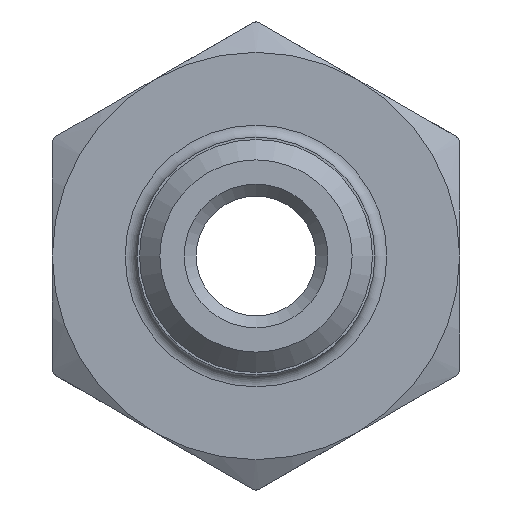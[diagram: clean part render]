
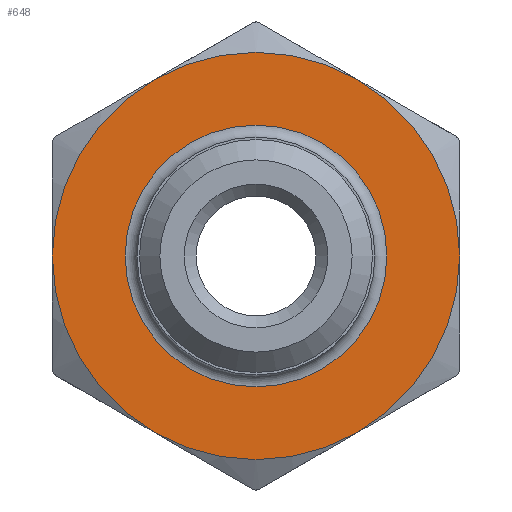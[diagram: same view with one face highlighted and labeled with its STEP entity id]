
A CAD part, front view. The second image highlights one B-rep face of the part: STEP entity #648.
In plain terms, the highlighted planar face has unit normal (0, -1, 0).
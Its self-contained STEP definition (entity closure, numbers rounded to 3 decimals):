
#19=FACE_BOUND('',#201,.T.);
#34=CIRCLE('',#679,8.5);
#45=CIRCLE('',#706,5.464);
#47=CIRCLE('',#710,8.5);
#48=CIRCLE('',#711,8.5);
#49=CIRCLE('',#712,8.5);
#50=CIRCLE('',#713,8.5);
#51=CIRCLE('',#714,8.5);
#149=FACE_OUTER_BOUND('',#200,.T.);
#200=EDGE_LOOP('',(#515,#516,#517,#518,#519,#520));
#201=EDGE_LOOP('',(#521));
#296=VERTEX_POINT('',#970);
#297=VERTEX_POINT('',#974);
#304=VERTEX_POINT('',#1017);
#315=VERTEX_POINT('',#1097);
#331=VERTEX_POINT('',#1190);
#333=VERTEX_POINT('',#1196);
#334=VERTEX_POINT('',#1199);
#359=EDGE_CURVE('',#297,#296,#34,.T.);
#405=EDGE_CURVE('',#331,#331,#45,.T.);
#407=EDGE_CURVE('',#296,#333,#47,.T.);
#408=EDGE_CURVE('',#333,#315,#48,.T.);
#409=EDGE_CURVE('',#315,#334,#49,.T.);
#410=EDGE_CURVE('',#334,#304,#50,.T.);
#411=EDGE_CURVE('',#304,#297,#51,.T.);
#515=ORIENTED_EDGE('',*,*,#407,.T.);
#516=ORIENTED_EDGE('',*,*,#408,.T.);
#517=ORIENTED_EDGE('',*,*,#409,.T.);
#518=ORIENTED_EDGE('',*,*,#410,.T.);
#519=ORIENTED_EDGE('',*,*,#411,.T.);
#520=ORIENTED_EDGE('',*,*,#359,.T.);
#521=ORIENTED_EDGE('',*,*,#405,.F.);
#615=PLANE('',#709);
#648=ADVANCED_FACE('',(#149,#19),#615,.F.);
#679=AXIS2_PLACEMENT_3D('',#975,#771,#772);
#706=AXIS2_PLACEMENT_3D('',#1191,#835,#836);
#709=AXIS2_PLACEMENT_3D('',#1195,#841,#842);
#710=AXIS2_PLACEMENT_3D('',#1197,#843,#844);
#711=AXIS2_PLACEMENT_3D('',#1198,#845,#846);
#712=AXIS2_PLACEMENT_3D('',#1200,#847,#848);
#713=AXIS2_PLACEMENT_3D('',#1201,#849,#850);
#714=AXIS2_PLACEMENT_3D('',#1202,#851,#852);
#771=DIRECTION('center_axis',(0.,-1.,0.));
#772=DIRECTION('ref_axis',(-1.,0.,0.));
#835=DIRECTION('center_axis',(0.,-1.,0.));
#836=DIRECTION('ref_axis',(1.,0.,0.));
#841=DIRECTION('center_axis',(0.,1.,0.));
#842=DIRECTION('ref_axis',(0.,0.,1.));
#843=DIRECTION('center_axis',(0.,-1.,0.));
#844=DIRECTION('ref_axis',(-1.,0.,0.));
#845=DIRECTION('center_axis',(0.,-1.,0.));
#846=DIRECTION('ref_axis',(-1.,0.,0.));
#847=DIRECTION('center_axis',(0.,-1.,0.));
#848=DIRECTION('ref_axis',(-1.,0.,0.));
#849=DIRECTION('center_axis',(0.,-1.,0.));
#850=DIRECTION('ref_axis',(-1.,0.,0.));
#851=DIRECTION('center_axis',(0.,-1.,0.));
#852=DIRECTION('ref_axis',(-1.,0.,0.));
#970=CARTESIAN_POINT('',(8.5,-8.25,0.));
#974=CARTESIAN_POINT('',(4.25,-8.25,-7.361));
#975=CARTESIAN_POINT('Origin',(0.,-8.25,0.));
#1017=CARTESIAN_POINT('',(-4.25,-8.25,-7.361));
#1097=CARTESIAN_POINT('',(-4.25,-8.25,7.361));
#1190=CARTESIAN_POINT('',(-5.464,-8.25,0.));
#1191=CARTESIAN_POINT('Origin',(0.,-8.25,0.));
#1195=CARTESIAN_POINT('Origin',(0.,-8.25,0.));
#1196=CARTESIAN_POINT('',(4.25,-8.25,7.361));
#1197=CARTESIAN_POINT('Origin',(0.,-8.25,0.));
#1198=CARTESIAN_POINT('Origin',(0.,-8.25,0.));
#1199=CARTESIAN_POINT('',(-8.5,-8.25,0.));
#1200=CARTESIAN_POINT('Origin',(0.,-8.25,0.));
#1201=CARTESIAN_POINT('Origin',(0.,-8.25,0.));
#1202=CARTESIAN_POINT('Origin',(0.,-8.25,0.));
